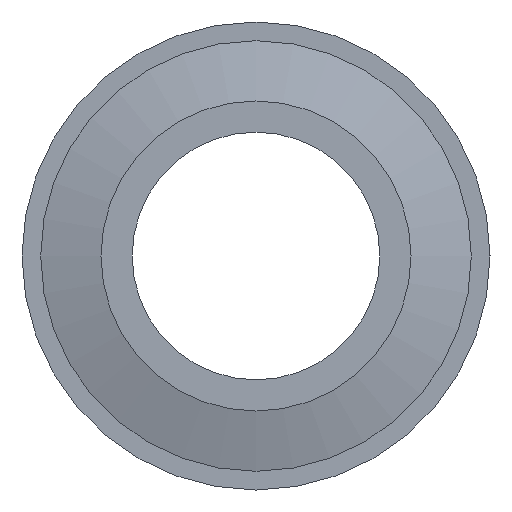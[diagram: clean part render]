
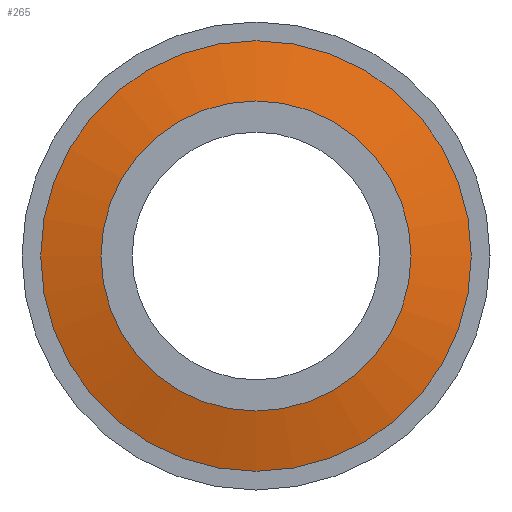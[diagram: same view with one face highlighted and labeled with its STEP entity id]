
A CAD part, left-side view. The second image highlights one B-rep face of the part: STEP entity #265.
In plain terms, the highlighted conical face has half-angle 75.483 degrees and reference radius 4.969 mm.
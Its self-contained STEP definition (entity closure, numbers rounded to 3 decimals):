
#25=CONICAL_SURFACE('',#318,4.969,1.317);
#65=ORIENTED_EDGE('',*,*,#98,.F.);
#66=ORIENTED_EDGE('',*,*,#96,.T.);
#96=EDGE_CURVE('',#119,#119,#142,.T.);
#98=EDGE_CURVE('',#121,#121,#144,.T.);
#119=VERTEX_POINT('',#473);
#121=VERTEX_POINT('',#478);
#142=CIRCLE('',#316,4.969);
#144=CIRCLE('',#319,6.9);
#180=EDGE_LOOP('',(#65));
#181=EDGE_LOOP('',(#66));
#226=FACE_BOUND('',#180,.T.);
#227=FACE_BOUND('',#181,.T.);
#265=ADVANCED_FACE('',(#226,#227),#25,.T.);
#316=AXIS2_PLACEMENT_3D('',#472,#394,#395);
#318=AXIS2_PLACEMENT_3D('',#476,#398,#399);
#319=AXIS2_PLACEMENT_3D('',#477,#400,#401);
#394=DIRECTION('',(1.,0.,0.));
#395=DIRECTION('',(0.,0.,-1.));
#398=DIRECTION('',(1.,0.,0.));
#399=DIRECTION('',(0.,0.,-1.));
#400=DIRECTION('',(1.,0.,0.));
#401=DIRECTION('',(0.,0.,-1.));
#472=CARTESIAN_POINT('',(-36.7,0.,0.));
#473=CARTESIAN_POINT('',(-36.7,0.,-4.969));
#476=CARTESIAN_POINT('',(-36.7,0.,0.));
#477=CARTESIAN_POINT('',(-36.2,0.,0.));
#478=CARTESIAN_POINT('',(-36.2,0.,-6.9));
